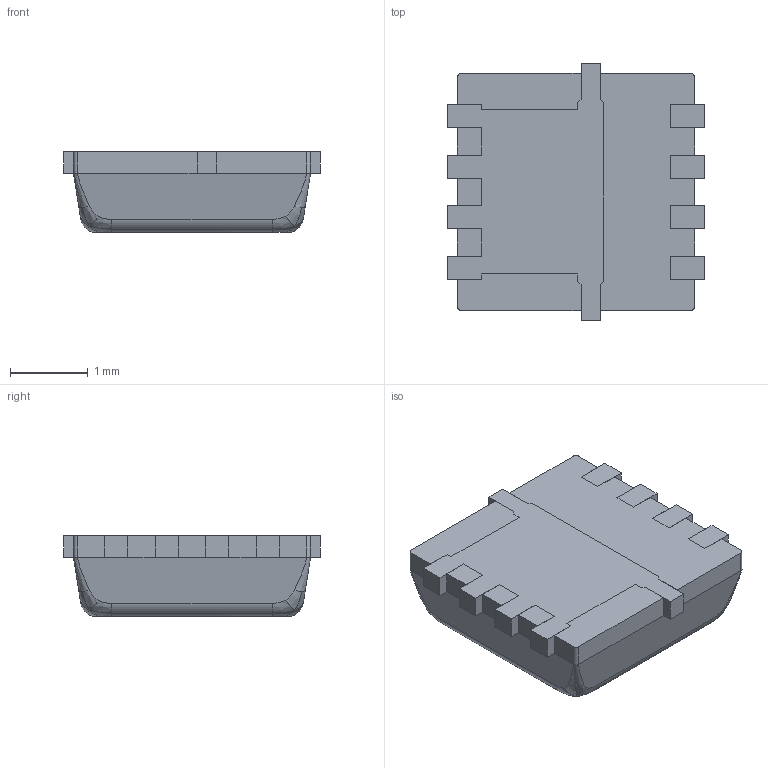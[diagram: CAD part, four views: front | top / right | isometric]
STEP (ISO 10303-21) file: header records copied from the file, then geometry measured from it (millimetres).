
FILE_DESCRIPTION (( 'STEP AP214' ), '1' );
FILE_NAME ('PowerPAK 1212-8.STEP', '2020-04-19T08:44:23', ( '' ), ( '' ), 'SwSTEP 2.0', 'SolidWorks 2017', '' );
FILE_SCHEMA (( 'AUTOMOTIVE_DESIGN' ));
Length unit declared in the file: millimetre
Products named in the file (1): PowerPAK 1212-8
Bounding box: 3.3 x 3.3 x 1.04 mm (x, y, z)
Volume: 9.1 mm3; surface area: 46.6 mm2
Topology: 6 solids, 6 shells, 238 faces, 611 edges, 394 vertices
Faces by surface type: plane 187, bspline 43, cylinder 8
Entity records: 11245 total; most frequent: CARTESIAN_POINT 3094, ORIENTED_EDGE 1222, DIRECTION 917, EDGE_CURVE 611, VECTOR 493, LINE 493, VERTEX_POINT 394, EDGE_LOOP 247
